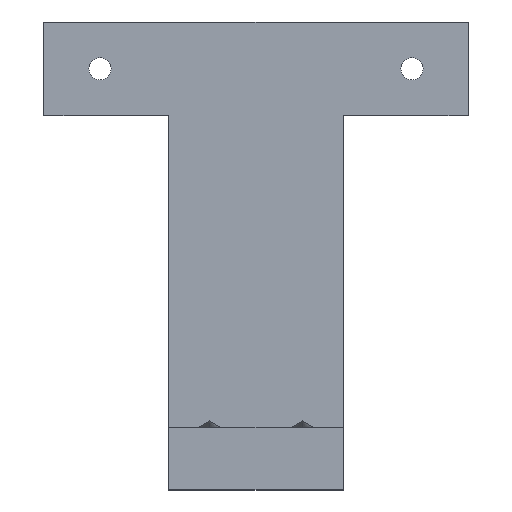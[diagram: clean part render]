
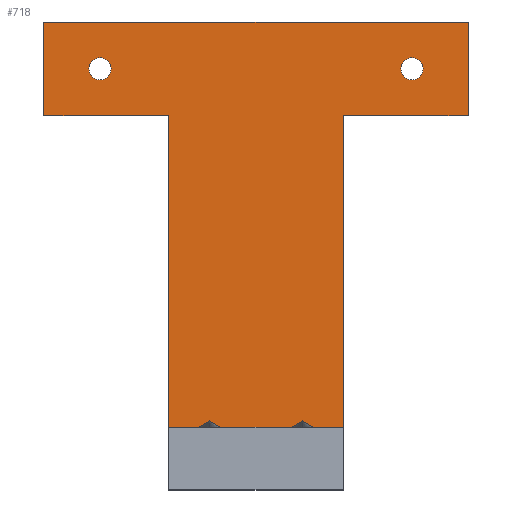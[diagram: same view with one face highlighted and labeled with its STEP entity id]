
A CAD part, top view. The second image highlights one B-rep face of the part: STEP entity #718.
In plain terms, the highlighted planar face has unit normal (0, 0, 1).
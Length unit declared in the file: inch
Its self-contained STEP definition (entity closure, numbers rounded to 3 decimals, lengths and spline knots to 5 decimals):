
#3 = ORIENTED_EDGE ( 'NONE', *, *, #781, .F. ) ;
#15 = DIRECTION ( 'NONE',  ( 0., 1., 0. ) ) ;
#18 = EDGE_CURVE ( 'NONE', #128, #284, #763, .T. ) ;
#31 = DIRECTION ( 'NONE',  ( -1., 0., 0. ) ) ;
#32 = EDGE_CURVE ( 'NONE', #854, #742, #80, .T. ) ;
#40 = DIRECTION ( 'NONE',  ( 1., 0., 0. ) ) ;
#49 = CARTESIAN_POINT ( 'NONE',  ( -0.35, -0.72468, 0. ) ) ;
#54 = LINE ( 'NONE', #585, #563 ) ;
#55 = EDGE_CURVE ( 'NONE', #109, #576, #684, .T. ) ;
#56 = CARTESIAN_POINT ( 'NONE',  ( -0.625, 1.6875, 0. ) ) ;
#61 = ORIENTED_EDGE ( 'NONE', *, *, #700, .T. ) ;
#66 = AXIS2_PLACEMENT_3D ( 'NONE', #360, #616, #337 ) ;
#69 = VERTEX_POINT ( 'NONE', #419 ) ;
#80 = LINE ( 'NONE', #544, #129 ) ;
#86 = CARTESIAN_POINT ( 'NONE',  ( 0.35, 0.25, 0. ) ) ;
#94 = DIRECTION ( 'NONE',  ( 0.857, 0.515, 0. ) ) ;
#97 = CARTESIAN_POINT ( 'NONE',  ( 0.625, 1.6875, 0. ) ) ;
#103 = CARTESIAN_POINT ( 'NONE',  ( -0.85, 1.875, 0. ) ) ;
#104 = EDGE_CURVE ( 'NONE', #484, #854, #582, .T. ) ;
#109 = VERTEX_POINT ( 'NONE', #574 ) ;
#118 = AXIS2_PLACEMENT_3D ( 'NONE', #49, #819, #31 ) ;
#120 = CARTESIAN_POINT ( 'NONE',  ( -0.85, 1.875, 0. ) ) ;
#122 = EDGE_LOOP ( 'NONE', ( #276, #320 ) ) ;
#128 = VERTEX_POINT ( 'NONE', #379 ) ;
#129 = VECTOR ( 'NONE', #206, 39.37008 ) ;
#132 = LINE ( 'NONE', #397, #243 ) ;
#140 = DIRECTION ( 'NONE',  ( -1., 0., 0. ) ) ;
#152 = EDGE_CURVE ( 'NONE', #294, #742, #236, .T. ) ;
#157 = VECTOR ( 'NONE', #810, 39.37008 ) ;
#163 = DIRECTION ( 'NONE',  ( 0., 0., 1. ) ) ;
#165 = ORIENTED_EDGE ( 'NONE', *, *, #705, .T. ) ;
#172 = AXIS2_PLACEMENT_3D ( 'NONE', #838, #503, #40 ) ;
#190 = CARTESIAN_POINT ( 'NONE',  ( 0.35, 1.5, 0. ) ) ;
#191 = VERTEX_POINT ( 'NONE', #633 ) ;
#197 = ORIENTED_EDGE ( 'NONE', *, *, #18, .F. ) ;
#199 = VECTOR ( 'NONE', #844, 39.37008 ) ;
#206 = DIRECTION ( 'NONE',  ( -1., 0., 0. ) ) ;
#207 = CARTESIAN_POINT ( 'NONE',  ( -0.5805, 1.6875, 0. ) ) ;
#232 = EDGE_LOOP ( 'NONE', ( #197, #413 ) ) ;
#236 = LINE ( 'NONE', #103, #521 ) ;
#243 = VECTOR ( 'NONE', #668, 39.37008 ) ;
#258 = VERTEX_POINT ( 'NONE', #532 ) ;
#273 = VECTOR ( 'NONE', #490, 39.37008 ) ;
#276 = ORIENTED_EDGE ( 'NONE', *, *, #629, .F. ) ;
#278 = LINE ( 'NONE', #811, #479 ) ;
#280 = LINE ( 'NONE', #770, #273 ) ;
#284 = VERTEX_POINT ( 'NONE', #653 ) ;
#294 = VERTEX_POINT ( 'NONE', #666 ) ;
#311 = LINE ( 'NONE', #433, #492 ) ;
#315 = ORIENTED_EDGE ( 'NONE', *, *, #855, .T. ) ;
#316 = VERTEX_POINT ( 'NONE', #190 ) ;
#318 = EDGE_CURVE ( 'NONE', #69, #740, #690, .T. ) ;
#319 = DIRECTION ( 'NONE',  ( 1., 0., 0. ) ) ;
#320 = ORIENTED_EDGE ( 'NONE', *, *, #318, .F. ) ;
#331 = CARTESIAN_POINT ( 'NONE',  ( -0.35, 1.5, 0. ) ) ;
#333 = ORIENTED_EDGE ( 'NONE', *, *, #540, .F. ) ;
#337 = DIRECTION ( 'NONE',  ( 1., 0., 0. ) ) ;
#352 = CARTESIAN_POINT ( 'NONE',  ( -0.1875, 0.27674, 0. ) ) ;
#360 = CARTESIAN_POINT ( 'NONE',  ( 0.625, 1.6875, 0. ) ) ;
#363 = CARTESIAN_POINT ( 'NONE',  ( 0.35, -0.72468, 0. ) ) ;
#367 = VERTEX_POINT ( 'NONE', #737 ) ;
#371 = LINE ( 'NONE', #363, #724 ) ;
#378 = FACE_BOUND ( 'NONE', #122, .T. ) ;
#379 = CARTESIAN_POINT ( 'NONE',  ( 0.6695, 1.6875, 0. ) ) ;
#381 = VERTEX_POINT ( 'NONE', #331 ) ;
#384 = CIRCLE ( 'NONE', #172, 0.0445 ) ;
#391 = LINE ( 'NONE', #659, #650 ) ;
#395 = ORIENTED_EDGE ( 'NONE', *, *, #767, .F. ) ;
#397 = CARTESIAN_POINT ( 'NONE',  ( -0.35, 0.25, 0. ) ) ;
#408 = VECTOR ( 'NONE', #140, 39.37008 ) ;
#413 = ORIENTED_EDGE ( 'NONE', *, *, #661, .F. ) ;
#419 = CARTESIAN_POINT ( 'NONE',  ( -0.6695, 1.6875, 0. ) ) ;
#433 = CARTESIAN_POINT ( 'NONE',  ( 0.1875, 0.27674, 0. ) ) ;
#439 = DIRECTION ( 'NONE',  ( 0., 1., 0. ) ) ;
#440 = EDGE_CURVE ( 'NONE', #797, #505, #132, .T. ) ;
#446 = DIRECTION ( 'NONE',  ( 0., 0., 1. ) ) ;
#450 = VECTOR ( 'NONE', #555, 39.37008 ) ;
#468 = CARTESIAN_POINT ( 'NONE',  ( -0.143, 0.25, 0. ) ) ;
#474 = DIRECTION ( 'NONE',  ( 0.857, -0.515, 0. ) ) ;
#479 = VECTOR ( 'NONE', #807, 39.37008 ) ;
#480 = CARTESIAN_POINT ( 'NONE',  ( -0.35, 0.25, 0. ) ) ;
#484 = VERTEX_POINT ( 'NONE', #688 ) ;
#489 = VECTOR ( 'NONE', #760, 39.37008 ) ;
#490 = DIRECTION ( 'NONE',  ( 0.857, 0.515, 0. ) ) ;
#492 = VECTOR ( 'NONE', #94, 39.37008 ) ;
#497 = CARTESIAN_POINT ( 'NONE',  ( 0.85, 1.875, 0. ) ) ;
#501 = ORIENTED_EDGE ( 'NONE', *, *, #152, .F. ) ;
#503 = DIRECTION ( 'NONE',  ( 0., 0., 1. ) ) ;
#505 = VERTEX_POINT ( 'NONE', #480 ) ;
#506 = FACE_OUTER_BOUND ( 'NONE', #647, .T. ) ;
#521 = VECTOR ( 'NONE', #439, 39.37008 ) ;
#522 = LINE ( 'NONE', #593, #408 ) ;
#532 = CARTESIAN_POINT ( 'NONE',  ( 0.232, 0.25, 0. ) ) ;
#534 = EDGE_CURVE ( 'NONE', #294, #381, #754, .T. ) ;
#540 = EDGE_CURVE ( 'NONE', #596, #258, #278, .T. ) ;
#541 = CARTESIAN_POINT ( 'NONE',  ( -0.35, 0.25, 0. ) ) ;
#544 = CARTESIAN_POINT ( 'NONE',  ( -0.35, 1.875, 0. ) ) ;
#554 = ORIENTED_EDGE ( 'NONE', *, *, #32, .T. ) ;
#555 = DIRECTION ( 'NONE',  ( 1., 0., 0. ) ) ;
#563 = VECTOR ( 'NONE', #15, 39.37008 ) ;
#571 = ORIENTED_EDGE ( 'NONE', *, *, #55, .T. ) ;
#574 = CARTESIAN_POINT ( 'NONE',  ( -0.1875, 0.27674, 0. ) ) ;
#576 = VERTEX_POINT ( 'NONE', #468 ) ;
#582 = LINE ( 'NONE', #642, #199 ) ;
#585 = CARTESIAN_POINT ( 'NONE',  ( -0.35, -0.72468, 0. ) ) ;
#593 = CARTESIAN_POINT ( 'NONE',  ( 0.85, 1.5, 0. ) ) ;
#596 = VERTEX_POINT ( 'NONE', #86 ) ;
#597 = ORIENTED_EDGE ( 'NONE', *, *, #104, .T. ) ;
#601 = ORIENTED_EDGE ( 'NONE', *, *, #534, .T. ) ;
#610 = LINE ( 'NONE', #541, #157 ) ;
#613 = ORIENTED_EDGE ( 'NONE', *, *, #440, .F. ) ;
#616 = DIRECTION ( 'NONE',  ( 0., 0., 1. ) ) ;
#619 = CARTESIAN_POINT ( 'NONE',  ( -0.85, 1.5, 0. ) ) ;
#629 = EDGE_CURVE ( 'NONE', #740, #69, #384, .T. ) ;
#630 = FACE_BOUND ( 'NONE', #232, .T. ) ;
#633 = CARTESIAN_POINT ( 'NONE',  ( 0.1875, 0.27674, 0. ) ) ;
#642 = CARTESIAN_POINT ( 'NONE',  ( 0.85, 1.875, 0. ) ) ;
#647 = EDGE_LOOP ( 'NONE', ( #61, #708, #333, #165, #3, #597, #554, #501, #601, #395, #613, #315, #571, #829 ) ) ;
#650 = VECTOR ( 'NONE', #474, 39.37008 ) ;
#653 = CARTESIAN_POINT ( 'NONE',  ( 0.5805, 1.6875, 0. ) ) ;
#655 = CARTESIAN_POINT ( 'NONE',  ( -0.232, 0.25, 0. ) ) ;
#659 = CARTESIAN_POINT ( 'NONE',  ( 0.1875, 0.27674, 0. ) ) ;
#661 = EDGE_CURVE ( 'NONE', #284, #128, #792, .T. ) ;
#666 = CARTESIAN_POINT ( 'NONE',  ( -0.85, 1.5, 0. ) ) ;
#668 = DIRECTION ( 'NONE',  ( -1., 0., 0. ) ) ;
#684 = LINE ( 'NONE', #352, #489 ) ;
#688 = CARTESIAN_POINT ( 'NONE',  ( 0.85, 1.5, 0. ) ) ;
#690 = CIRCLE ( 'NONE', #749, 0.0445 ) ;
#700 = EDGE_CURVE ( 'NONE', #367, #191, #311, .T. ) ;
#705 = EDGE_CURVE ( 'NONE', #596, #316, #371, .T. ) ;
#708 = ORIENTED_EDGE ( 'NONE', *, *, #828, .T. ) ;
#712 = DIRECTION ( 'NONE',  ( 1., 0., 0. ) ) ;
#718 = ADVANCED_FACE ( 'NONE', ( #378, #630, #506 ), #779, .F. ) ;
#724 = VECTOR ( 'NONE', #843, 39.37008 ) ;
#736 = AXIS2_PLACEMENT_3D ( 'NONE', #97, #163, #712 ) ;
#737 = CARTESIAN_POINT ( 'NONE',  ( 0.143, 0.25, 0. ) ) ;
#740 = VERTEX_POINT ( 'NONE', #207 ) ;
#742 = VERTEX_POINT ( 'NONE', #120 ) ;
#749 = AXIS2_PLACEMENT_3D ( 'NONE', #56, #446, #319 ) ;
#754 = LINE ( 'NONE', #619, #450 ) ;
#760 = DIRECTION ( 'NONE',  ( 0.857, -0.515, 0. ) ) ;
#763 = CIRCLE ( 'NONE', #66, 0.0445 ) ;
#767 = EDGE_CURVE ( 'NONE', #505, #381, #54, .T. ) ;
#770 = CARTESIAN_POINT ( 'NONE',  ( -0.1875, 0.27674, 0. ) ) ;
#779 = PLANE ( 'NONE',  #118 ) ;
#781 = EDGE_CURVE ( 'NONE', #484, #316, #522, .T. ) ;
#792 = CIRCLE ( 'NONE', #736, 0.0445 ) ;
#797 = VERTEX_POINT ( 'NONE', #655 ) ;
#807 = DIRECTION ( 'NONE',  ( -1., 0., 0. ) ) ;
#810 = DIRECTION ( 'NONE',  ( -1., 0., 0. ) ) ;
#811 = CARTESIAN_POINT ( 'NONE',  ( -0.35, 0.25, 0. ) ) ;
#815 = EDGE_CURVE ( 'NONE', #367, #576, #610, .T. ) ;
#819 = DIRECTION ( 'NONE',  ( 0., 0., -1. ) ) ;
#828 = EDGE_CURVE ( 'NONE', #191, #258, #391, .T. ) ;
#829 = ORIENTED_EDGE ( 'NONE', *, *, #815, .F. ) ;
#838 = CARTESIAN_POINT ( 'NONE',  ( -0.625, 1.6875, 0. ) ) ;
#843 = DIRECTION ( 'NONE',  ( 0., 1., 0. ) ) ;
#844 = DIRECTION ( 'NONE',  ( 0., 1., 0. ) ) ;
#854 = VERTEX_POINT ( 'NONE', #497 ) ;
#855 = EDGE_CURVE ( 'NONE', #797, #109, #280, .T. ) ;
